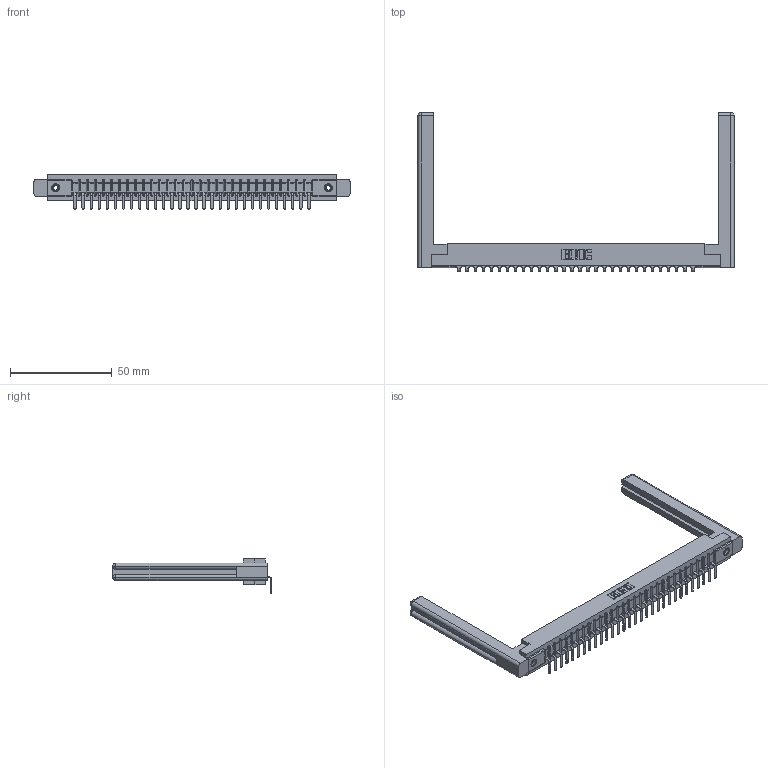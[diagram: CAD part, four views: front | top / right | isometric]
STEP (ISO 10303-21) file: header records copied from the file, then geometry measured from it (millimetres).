
FILE_DESCRIPTION (( 'STEP AP203' ), '1' );
FILE_NAME ('357-030-559-158.STEP', '2022-07-12T21:16:22', ( '' ), ( '' ), 'SwSTEP 2.0', 'SolidWorks 2020', '' );
FILE_SCHEMA (( 'CONFIG_CONTROL_DESIGN' ));
Length unit declared in the file: inch
Products named in the file (5): 345-250-001_345-250-001-102; 307-220-058; 307 Part_.156 Dia Mounting Holes; 307-290-001_558 559 - 1 (Single); 357-030-559-158
Assembly tree (35 placements, depth 2):
  357-030-559-158
    307 Part_.156 Dia Mounting Holes
    307-290-001_558 559 - 1 (Single)  x30
    307-220-058  x2
    345-250-001_345-250-001-102  x2
Bounding box: 155.5 x 78.02 x 16.8 mm (x, y, z)
Volume: 23254.4 mm3; surface area: 22147.4 mm2
Topology: 35 solids, 35 shells, 2091 faces, 5897 edges, 3794 vertices
Faces by surface type: plane 1324, cylinder 681, sphere 62, torus 12, cone 12
Entity records: 29935 total; most frequent: CARTESIAN_POINT 5047, ORIENTED_EDGE 4972, DIRECTION 4876, EDGE_CURVE 2486, VECTOR 1898, LINE 1898, VERTEX_POINT 1606, AXIS2_PLACEMENT_3D 1489
